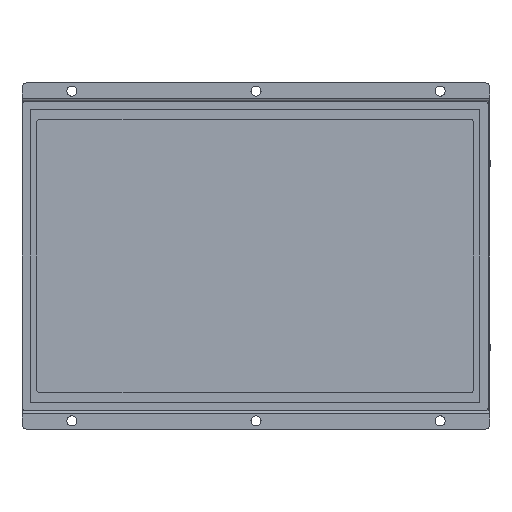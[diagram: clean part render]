
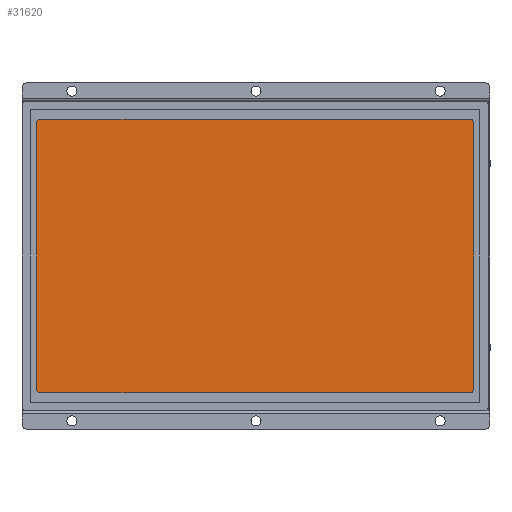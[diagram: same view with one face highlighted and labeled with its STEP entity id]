
A CAD part, front view. The second image highlights one B-rep face of the part: STEP entity #31620.
In plain terms, the highlighted face is planar.
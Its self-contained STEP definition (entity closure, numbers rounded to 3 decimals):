
#1660=PLANE('',#34372);
#3590=FACE_OUTER_BOUND('',#5470,.T.);
#5470=EDGE_LOOP('',(#26615,#26616,#26617,#26618,#26619,#26620,#26621,#26622));
#8377=LINE('',#51886,#11296);
#8378=LINE('',#51890,#11297);
#8379=LINE('',#51894,#11298);
#8380=LINE('',#51897,#11299);
#11296=VECTOR('',#41045,10.);
#11297=VECTOR('',#41048,10.);
#11298=VECTOR('',#41051,10.);
#11299=VECTOR('',#41054,10.);
#12653=CIRCLE('',#34350,2.);
#12654=CIRCLE('',#34351,2.);
#12655=CIRCLE('',#34352,2.);
#12656=CIRCLE('',#34353,2.);
#15223=VERTEX_POINT('',#51882);
#15224=VERTEX_POINT('',#51883);
#15225=VERTEX_POINT('',#51885);
#15226=VERTEX_POINT('',#51887);
#15227=VERTEX_POINT('',#51889);
#15228=VERTEX_POINT('',#51891);
#15229=VERTEX_POINT('',#51893);
#15230=VERTEX_POINT('',#51895);
#19141=EDGE_CURVE('',#15223,#15224,#12653,.T.);
#19142=EDGE_CURVE('',#15225,#15223,#8377,.T.);
#19143=EDGE_CURVE('',#15226,#15225,#12654,.T.);
#19144=EDGE_CURVE('',#15227,#15226,#8378,.T.);
#19145=EDGE_CURVE('',#15228,#15227,#12655,.T.);
#19146=EDGE_CURVE('',#15229,#15228,#8379,.T.);
#19147=EDGE_CURVE('',#15230,#15229,#12656,.T.);
#19148=EDGE_CURVE('',#15224,#15230,#8380,.T.);
#26615=ORIENTED_EDGE('',*,*,#19141,.T.);
#26616=ORIENTED_EDGE('',*,*,#19148,.T.);
#26617=ORIENTED_EDGE('',*,*,#19147,.T.);
#26618=ORIENTED_EDGE('',*,*,#19146,.T.);
#26619=ORIENTED_EDGE('',*,*,#19145,.T.);
#26620=ORIENTED_EDGE('',*,*,#19144,.T.);
#26621=ORIENTED_EDGE('',*,*,#19143,.T.);
#26622=ORIENTED_EDGE('',*,*,#19142,.T.);
#31620=ADVANCED_FACE('',(#3590),#1660,.T.);
#34350=AXIS2_PLACEMENT_3D('',#51884,#41043,#41044);
#34351=AXIS2_PLACEMENT_3D('',#51888,#41046,#41047);
#34352=AXIS2_PLACEMENT_3D('',#51892,#41049,#41050);
#34353=AXIS2_PLACEMENT_3D('',#51896,#41052,#41053);
#34372=AXIS2_PLACEMENT_3D('',#51948,#41111,#41112);
#41043=DIRECTION('center_axis',(0.,0.,1.));
#41044=DIRECTION('ref_axis',(-1.,0.,0.));
#41045=DIRECTION('',(0.,1.,0.));
#41046=DIRECTION('center_axis',(0.,0.,1.));
#41047=DIRECTION('ref_axis',(0.,1.,0.));
#41048=DIRECTION('',(1.,0.,0.));
#41049=DIRECTION('center_axis',(0.,0.,1.));
#41050=DIRECTION('ref_axis',(1.,0.,0.));
#41051=DIRECTION('',(0.,-1.,0.));
#41052=DIRECTION('center_axis',(0.,0.,1.));
#41053=DIRECTION('ref_axis',(0.,-1.,0.));
#41054=DIRECTION('',(-1.,0.,0.));
#41111=DIRECTION('center_axis',(0.,0.,1.));
#41112=DIRECTION('ref_axis',(1.,0.,0.));
#51882=CARTESIAN_POINT('',(130.56,79.6,10.5));
#51883=CARTESIAN_POINT('',(128.56,81.6,10.5));
#51884=CARTESIAN_POINT('Origin',(128.56,79.6,10.5));
#51885=CARTESIAN_POINT('',(130.56,-79.6,10.5));
#51886=CARTESIAN_POINT('',(130.56,-39.8,10.5));
#51887=CARTESIAN_POINT('',(128.56,-81.6,10.5));
#51888=CARTESIAN_POINT('Origin',(128.56,-79.6,10.5));
#51889=CARTESIAN_POINT('',(-128.56,-81.6,10.5));
#51890=CARTESIAN_POINT('',(-64.28,-81.6,10.5));
#51891=CARTESIAN_POINT('',(-130.56,-79.6,10.5));
#51892=CARTESIAN_POINT('Origin',(-128.56,-79.6,10.5));
#51893=CARTESIAN_POINT('',(-130.56,79.6,10.5));
#51894=CARTESIAN_POINT('',(-130.56,39.8,10.5));
#51895=CARTESIAN_POINT('',(-128.56,81.6,10.5));
#51896=CARTESIAN_POINT('Origin',(-128.56,79.6,10.5));
#51897=CARTESIAN_POINT('',(64.28,81.6,10.5));
#51948=CARTESIAN_POINT('Origin',(0.,0.,10.5));
